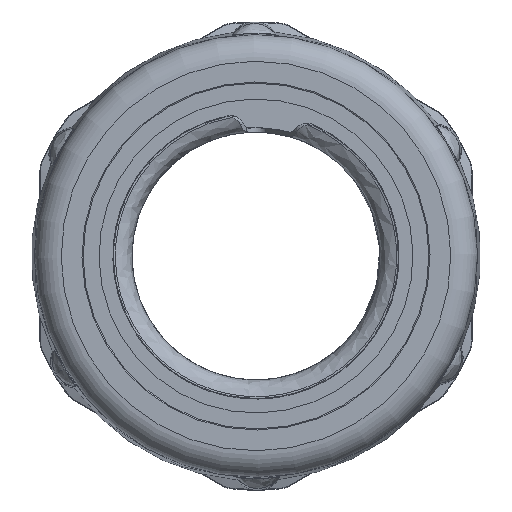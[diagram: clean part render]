
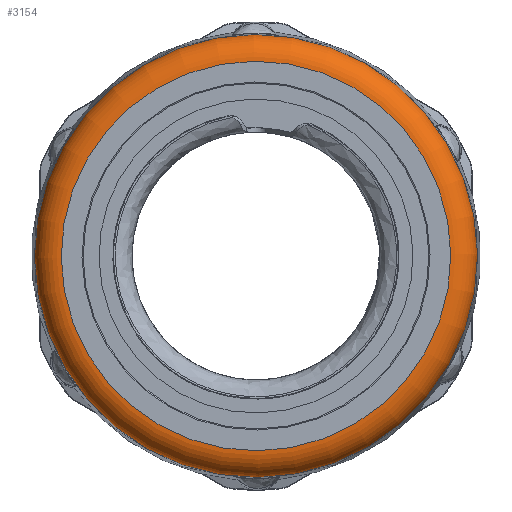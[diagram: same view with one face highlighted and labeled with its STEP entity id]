
A CAD part, front view. The second image highlights one B-rep face of the part: STEP entity #3154.
In plain terms, the highlighted toroidal (fillet/blend) face has major radius 18.301 mm and minor radius 2.5 mm.
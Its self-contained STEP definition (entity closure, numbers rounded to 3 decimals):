
#80=TOROIDAL_SURFACE('',#3400,18.301,2.5);
#800=FACE_OUTER_BOUND('',#990,.T.);
#990=EDGE_LOOP('',(#2387,#2388,#2389,#2390,#2391));
#1158=CIRCLE('',#3374,18.301);
#1179=CIRCLE('',#3398,20.8);
#1180=CIRCLE('',#3399,20.8);
#1181=CIRCLE('',#3401,2.5);
#1403=VERTEX_POINT('',#6282);
#1423=VERTEX_POINT('',#6326);
#1424=VERTEX_POINT('',#6327);
#1759=EDGE_CURVE('',#1403,#1403,#1158,.T.);
#1780=EDGE_CURVE('',#1423,#1424,#1179,.T.);
#1781=EDGE_CURVE('',#1424,#1423,#1180,.T.);
#1789=EDGE_CURVE('',#1403,#1423,#1181,.T.);
#2387=ORIENTED_EDGE('',*,*,#1759,.F.);
#2388=ORIENTED_EDGE('',*,*,#1789,.T.);
#2389=ORIENTED_EDGE('',*,*,#1780,.T.);
#2390=ORIENTED_EDGE('',*,*,#1781,.T.);
#2391=ORIENTED_EDGE('',*,*,#1789,.F.);
#3154=ADVANCED_FACE('',(#800),#80,.T.);
#3374=AXIS2_PLACEMENT_3D('',#6283,#3707,#3708);
#3398=AXIS2_PLACEMENT_3D('',#6328,#3755,#3756);
#3399=AXIS2_PLACEMENT_3D('',#6329,#3757,#3758);
#3400=AXIS2_PLACEMENT_3D('',#6343,#3766,#3767);
#3401=AXIS2_PLACEMENT_3D('',#6344,#3768,#3769);
#3707=DIRECTION('center_axis',(0.,-1.,0.));
#3708=DIRECTION('ref_axis',(-0.862,0.,-0.507));
#3755=DIRECTION('center_axis',(0.,-1.,0.));
#3756=DIRECTION('ref_axis',(-0.862,0.,-0.507));
#3757=DIRECTION('center_axis',(0.,-1.,0.));
#3758=DIRECTION('ref_axis',(-0.862,0.,-0.507));
#3766=DIRECTION('center_axis',(0.,-1.,0.));
#3767=DIRECTION('ref_axis',(-0.507,0.,0.862));
#3768=DIRECTION('center_axis',(0.862,0.,
0.507));
#3769=DIRECTION('ref_axis',(0.507,0.,-0.862));
#6282=CARTESIAN_POINT('',(9.285,-11.566,-15.77));
#6283=CARTESIAN_POINT('Origin',(0.,-11.566,
0.));
#6326=CARTESIAN_POINT('',(10.553,-9.119,-17.924));
#6327=CARTESIAN_POINT('',(-17.924,-9.119,-10.553));
#6328=CARTESIAN_POINT('Origin',(0.,-9.119,
0.));
#6329=CARTESIAN_POINT('Origin',(0.,-9.119,
0.));
#6343=CARTESIAN_POINT('Origin',(0.,-9.066,
0.));
#6344=CARTESIAN_POINT('Origin',(9.285,-9.066,-15.77));
